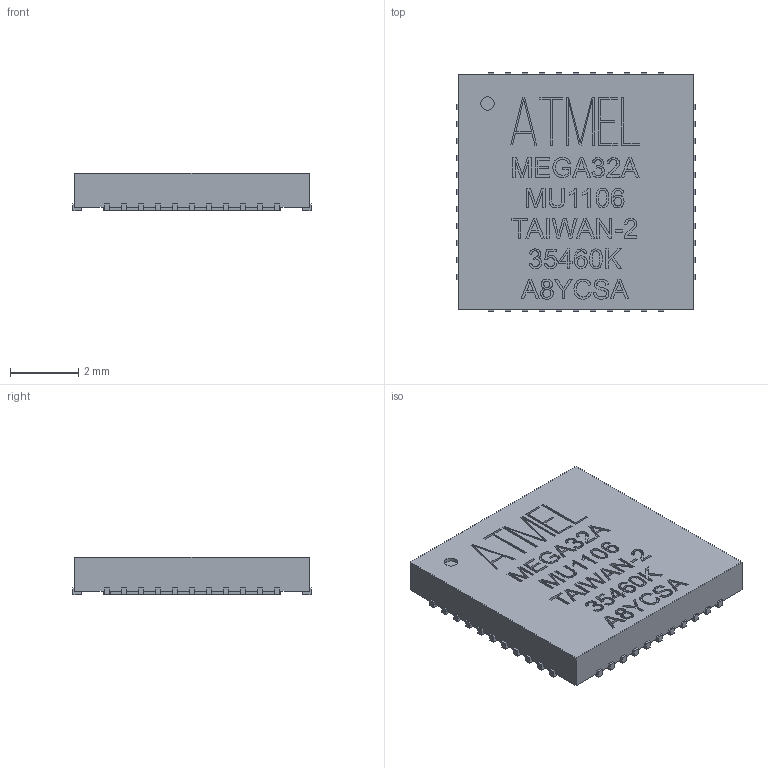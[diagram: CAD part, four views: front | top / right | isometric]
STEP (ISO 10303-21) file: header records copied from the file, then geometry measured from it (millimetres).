
FILE_DESCRIPTION(/* description */ (''),/* implementation_level */ '2;1');
FILE_NAME(/* name */ 'Atmega32A-QFN.step',/* time_stamp */ '2021-04-09T22:31:42+07:00',/* author */ (''),/* organization */ (''),/* preprocessor_version */ 'ST-DEVELOPER v18.1',/* originating_system */ 'Autodesk Translation Framework v9.10.0.1330',/* authorisation */ '');
FILE_SCHEMA (('AUTOMOTIVE_DESIGN { 1 0 10303 214 3 1 1 }'));
Length unit declared in the file: millimetre
Products named in the file (1): (Unsaved)
Bounding box: 7 x 7 x 1.1 mm (x, y, z)
Volume: 50.1 mm3; surface area: 142.4 mm2
Topology: 1 solids, 1 shells, 958 faces, 2706 edges, 1804 vertices
Faces by surface type: plane 606, bspline 351, cylinder 1
Full cylindrical faces by diameter (mm): 0.4 x1
Entity records: 33929 total; most frequent: CARTESIAN_POINT 11436, ORIENTED_EDGE 5412, DIRECTION 3222, EDGE_CURVE 2706, LINE 2002, VECTOR 2002, VERTEX_POINT 1804, EDGE_LOOP 1012
